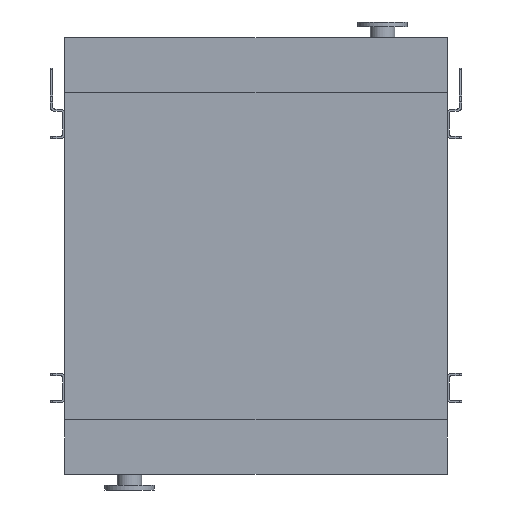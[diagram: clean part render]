
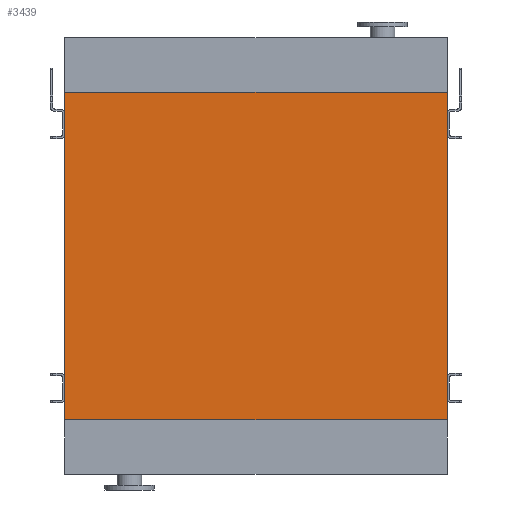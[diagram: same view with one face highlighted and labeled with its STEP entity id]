
A CAD part, front view. The second image highlights one B-rep face of the part: STEP entity #3439.
In plain terms, the highlighted planar face has unit normal (0, -1, 0).
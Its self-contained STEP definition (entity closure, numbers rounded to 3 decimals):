
#117 = AXIS2_PLACEMENT_3D ( 'NONE', #6593, #6639, #14887 ) ;
#508 = ORIENTED_EDGE ( 'NONE', *, *, #6556, .T. ) ;
#811 = VERTEX_POINT ( 'NONE', #8557 ) ;
#2557 = DIRECTION ( 'NONE',  ( 1., 0., 0. ) ) ;
#3063 = VECTOR ( 'NONE', #10842, 1000. ) ;
#3322 = VECTOR ( 'NONE', #14141, 1000. ) ;
#3439 = ADVANCED_FACE ( 'NONE', ( #9461 ), #7774, .T. ) ;
#6186 = LINE ( 'NONE', #13172, #3063 ) ;
#6556 = EDGE_CURVE ( 'NONE', #12069, #811, #11088, .T. ) ;
#6593 = CARTESIAN_POINT ( 'NONE',  ( -845., 0., -1450. ) ) ;
#6639 = DIRECTION ( 'NONE',  ( 0., -1., 0. ) ) ;
#6969 = VERTEX_POINT ( 'NONE', #14812 ) ;
#7005 = VECTOR ( 'NONE', #2557, 1000. ) ;
#7066 = CARTESIAN_POINT ( 'NONE',  ( -845., 0., -1450. ) ) ;
#7269 = EDGE_CURVE ( 'NONE', #6969, #12126, #9567, .T. ) ;
#7412 = EDGE_LOOP ( 'NONE', ( #13225, #12670, #7452, #508 ) ) ;
#7452 = ORIENTED_EDGE ( 'NONE', *, *, #9722, .T. ) ;
#7774 = PLANE ( 'NONE',  #117 ) ;
#7917 = DIRECTION ( 'NONE',  ( 0., 0., 1. ) ) ;
#8557 = CARTESIAN_POINT ( 'NONE',  ( 845., 0., 0. ) ) ;
#8689 = CARTESIAN_POINT ( 'NONE',  ( 845., 0., -1450. ) ) ;
#8786 = CARTESIAN_POINT ( 'NONE',  ( -845., 0., 0. ) ) ;
#9461 = FACE_OUTER_BOUND ( 'NONE', #7412, .T. ) ;
#9567 = LINE ( 'NONE', #7066, #3322 ) ;
#9722 = EDGE_CURVE ( 'NONE', #6969, #12069, #6186, .T. ) ;
#10496 = LINE ( 'NONE', #13119, #7005 ) ;
#10842 = DIRECTION ( 'NONE',  ( 1., 0., 0. ) ) ;
#11088 = LINE ( 'NONE', #14976, #11457 ) ;
#11457 = VECTOR ( 'NONE', #7917, 1000. ) ;
#12069 = VERTEX_POINT ( 'NONE', #8689 ) ;
#12126 = VERTEX_POINT ( 'NONE', #8786 ) ;
#12670 = ORIENTED_EDGE ( 'NONE', *, *, #7269, .F. ) ;
#13119 = CARTESIAN_POINT ( 'NONE',  ( -845., 0., 0. ) ) ;
#13172 = CARTESIAN_POINT ( 'NONE',  ( -845., 0., -1450. ) ) ;
#13225 = ORIENTED_EDGE ( 'NONE', *, *, #14575, .F. ) ;
#14141 = DIRECTION ( 'NONE',  ( 0., 0., 1. ) ) ;
#14575 = EDGE_CURVE ( 'NONE', #12126, #811, #10496, .T. ) ;
#14812 = CARTESIAN_POINT ( 'NONE',  ( -845., 0., -1450. ) ) ;
#14887 = DIRECTION ( 'NONE',  ( 0., 0., -1. ) ) ;
#14976 = CARTESIAN_POINT ( 'NONE',  ( 845., 0., -1450. ) ) ;
